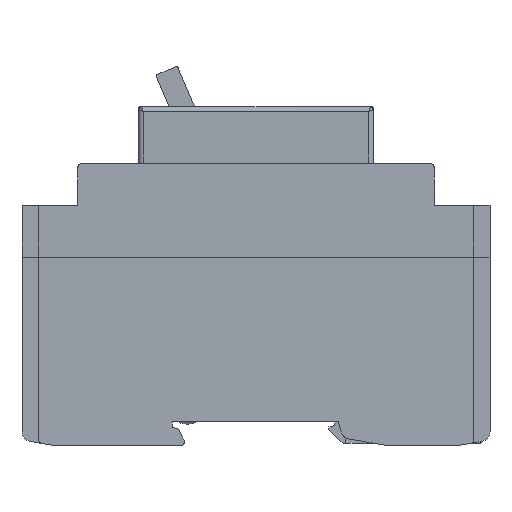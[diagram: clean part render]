
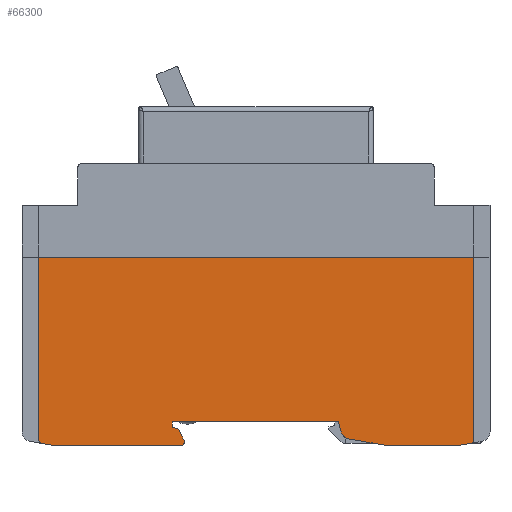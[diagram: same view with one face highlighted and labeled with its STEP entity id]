
A CAD part, left-side view. The second image highlights one B-rep face of the part: STEP entity #66300.
In plain terms, the highlighted planar face has unit normal (-1, 0, 0).
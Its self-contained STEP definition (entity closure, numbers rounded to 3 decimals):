
#6410=CARTESIAN_POINT('',(59.006,393.002,
-70.619));
#6420=DIRECTION('',(1.,0.,0.));
#6430=DIRECTION('',(0.,-1.,0.));
#6440=AXIS2_PLACEMENT_3D('',#6410,#6420,#6430);
#6450=CIRCLE('',#6440,1.);
#6460=CARTESIAN_POINT('',(59.006,393.176,
-71.603));
#6470=VERTEX_POINT('',#6460);
#6480=CARTESIAN_POINT('',(59.006,394.002,
-70.619));
#6490=VERTEX_POINT('',#6480);
#6500=EDGE_CURVE('',#6470,#6490,#6450,.T.);
#37660=CARTESIAN_POINT('',(59.006,365.552,0.));
#37670=DIRECTION('',(0.,0.,-1.));
#37680=VECTOR('',#37670,1.);
#37690=LINE('',#37660,#37680);
#37700=CARTESIAN_POINT('',(59.006,365.552,
-67.));
#37710=VERTEX_POINT('',#37700);
#37720=CARTESIAN_POINT('',(59.006,365.552,
-68.2));
#37730=VERTEX_POINT('',#37720);
#37740=EDGE_CURVE('',#37710,#37730,#37690,.T.);
#58940=CARTESIAN_POINT('',(59.006,304.577,
-72.));
#58950=VERTEX_POINT('',#58940);
#59080=CARTESIAN_POINT('',(59.006,320.252,
-72.));
#59090=VERTEX_POINT('',#59080);
#59120=CARTESIAN_POINT('',(59.006,0.,-72.));
#59130=DIRECTION('',(0.,1.,0.));
#59140=VECTOR('',#59130,1.);
#59150=LINE('',#59120,#59140);
#59160=EDGE_CURVE('',#58950,#59090,#59150,.T.);
#59260=CARTESIAN_POINT('',(59.006,363.552,
-71.5));
#59270=DIRECTION('',(1.,0.,0.));
#59280=DIRECTION('',(0.,-1.,0.));
#59290=AXIS2_PLACEMENT_3D('',#59260,#59270,#59280);
#59300=CIRCLE('',#59290,0.5);
#59310=CARTESIAN_POINT('',(59.006,363.052,
-71.5));
#59320=VERTEX_POINT('',#59310);
#59330=CARTESIAN_POINT('',(59.006,363.552,
-72.));
#59340=VERTEX_POINT('',#59330);
#59350=EDGE_CURVE('',#59320,#59340,#59300,.T.);
#59630=CARTESIAN_POINT('',(59.006,364.352,
-68.411));
#59640=VERTEX_POINT('',#59630);
#59670=CARTESIAN_POINT('',(59.006,0.,-132.657));
#59680=DIRECTION('',(0.,-0.985,-0.174));
#59690=VECTOR('',#59680,1.);
#59700=LINE('',#59670,#59690);
#59710=EDGE_CURVE('',#37730,#59640,#59700,.T.);
#60500=CARTESIAN_POINT('',(59.006,0.,-140.931));
#60510=DIRECTION('',(0.,0.985,0.174));
#60520=VECTOR('',#60510,1.);
#60530=LINE('',#60500,#60520);
#60540=CARTESIAN_POINT('',(59.006,390.927,
-72.));
#60550=VERTEX_POINT('',#60540);
#60560=EDGE_CURVE('',#60550,#6470,#60530,.T.);
#61430=CARTESIAN_POINT('',(59.006,0.,-32.));
#61440=DIRECTION('',(0.,-1.,0.));
#61450=VECTOR('',#61440,1.);
#61460=LINE('',#61430,#61450);
#61470=CARTESIAN_POINT('',(59.006,394.002,
-32.));
#61480=VERTEX_POINT('',#61470);
#61490=CARTESIAN_POINT('',(59.006,301.502,
-32.));
#61500=VERTEX_POINT('',#61490);
#61510=EDGE_CURVE('',#61480,#61500,#61460,.T.);
#62170=CARTESIAN_POINT('',(59.006,327.74,
-68.649));
#62180=DIRECTION('',(1.,0.,0.));
#62190=DIRECTION('',(0.,-1.,0.));
#62200=AXIS2_PLACEMENT_3D('',#62170,#62180,#62190);
#62210=CIRCLE('',#62200,2.);
#62220=CARTESIAN_POINT('',(59.006,328.087,
-70.618));
#62230=VERTEX_POINT('',#62220);
#62240=CARTESIAN_POINT('',(59.006,329.671,
-69.166));
#62250=VERTEX_POINT('',#62240);
#62260=EDGE_CURVE('',#62230,#62250,#62210,.T.);
#63460=CARTESIAN_POINT('',(59.006,348.204,0.));
#63470=DIRECTION('',(0.,0.259,0.966));
#63480=VECTOR('',#63470,1.);
#63490=LINE('',#63460,#63480);
#63500=CARTESIAN_POINT('',(59.006,330.252,
-67.));
#63510=VERTEX_POINT('',#63500);
#63520=EDGE_CURVE('',#62250,#63510,#63490,.T.);
#64140=CARTESIAN_POINT('',(59.006,0.,-128.469));
#64150=DIRECTION('',(0.,0.985,0.174));
#64160=VECTOR('',#64150,1.);
#64170=LINE('',#64140,#64160);
#64180=EDGE_CURVE('',#59090,#62230,#64170,.T.);
#64790=CARTESIAN_POINT('',(59.006,394.002,0.));
#64800=DIRECTION('',(0.,0.,1.));
#64810=VECTOR('',#64800,1.);
#64820=LINE('',#64790,#64810);
#64830=EDGE_CURVE('',#6490,#61480,#64820,.T.);
#65000=CARTESIAN_POINT('',(59.006,0.,-72.));
#65010=DIRECTION('',(0.,1.,0.));
#65020=VECTOR('',#65010,1.);
#65030=LINE('',#65000,#65020);
#65040=EDGE_CURVE('',#59340,#60550,#65030,.T.);
#65190=CARTESIAN_POINT('',(59.006,363.052,
-70.909));
#65200=VERTEX_POINT('',#65190);
#65230=CARTESIAN_POINT('',(59.006,399.963,0.));
#65240=DIRECTION('',(0.,-0.462,-0.887));
#65250=VECTOR('',#65240,1.);
#65260=LINE('',#65230,#65250);
#65270=EDGE_CURVE('',#59640,#65200,#65260,.T.);
#65390=CARTESIAN_POINT('',(59.006,363.052,0.));
#65400=DIRECTION('',(0.,0.,-1.));
#65410=VECTOR('',#65400,1.);
#65420=LINE('',#65390,#65410);
#65430=EDGE_CURVE('',#65200,#59320,#65420,.T.);
#65890=CARTESIAN_POINT('',(59.006,0.,201.084));
#65900=DIRECTION('',(1.,-0.,0.));
#65910=DIRECTION('',(0.,0.,-1.));
#65920=AXIS2_PLACEMENT_3D('',#65890,#65900,#65910);
#65930=PLANE('',#65920);
#65940=CARTESIAN_POINT('',(59.006,0.,-18.295));
#65950=DIRECTION('',(0.,0.985,-0.174));
#65960=VECTOR('',#65950,1.);
#65970=LINE('',#65940,#65960);
#65980=CARTESIAN_POINT('',(59.006,301.502,
-71.458));
#65990=VERTEX_POINT('',#65980);
#66000=EDGE_CURVE('',#65990,#58950,#65970,.T.);
#66010=ORIENTED_EDGE('',*,*,#66000,.F.);
#66020=ORIENTED_EDGE('',*,*,#59160,.F.);
#66030=ORIENTED_EDGE('',*,*,#64180,.F.);
#66040=ORIENTED_EDGE('',*,*,#62260,.F.);
#66050=ORIENTED_EDGE('',*,*,#63520,.F.);
#66060=CARTESIAN_POINT('',(59.006,0.,-67.));
#66070=DIRECTION('',(0.,1.,0.));
#66080=VECTOR('',#66070,1.);
#66090=LINE('',#66060,#66080);
#66100=EDGE_CURVE('',#63510,#37710,#66090,.T.);
#66110=ORIENTED_EDGE('',*,*,#66100,.F.);
#66120=ORIENTED_EDGE('',*,*,#37740,.F.);
#66130=ORIENTED_EDGE('',*,*,#59710,.F.);
#66140=ORIENTED_EDGE('',*,*,#65270,.F.);
#66150=ORIENTED_EDGE('',*,*,#65430,.F.);
#66160=ORIENTED_EDGE('',*,*,#59350,.F.);
#66170=ORIENTED_EDGE('',*,*,#65040,.F.);
#66180=ORIENTED_EDGE('',*,*,#60560,.F.);
#66190=ORIENTED_EDGE('',*,*,#6500,.F.);
#66200=ORIENTED_EDGE('',*,*,#64830,.F.);
#66210=ORIENTED_EDGE('',*,*,#61510,.F.);
#66220=CARTESIAN_POINT('',(59.006,301.502,0.));
#66230=DIRECTION('',(0.,0.,1.));
#66240=VECTOR('',#66230,1.);
#66250=LINE('',#66220,#66240);
#66260=EDGE_CURVE('',#65990,#61500,#66250,.T.);
#66270=ORIENTED_EDGE('',*,*,#66260,.T.);
#66280=EDGE_LOOP('',(#66270,#66210,#66200,#66190,#66180,#66170,#66160,
#66150,#66140,#66130,#66120,#66110,#66050,#66040,#66030,#66020,#66010));
#66290=FACE_OUTER_BOUND('',#66280,.T.);
#66300=ADVANCED_FACE('',(#66290),#65930,.F.);
